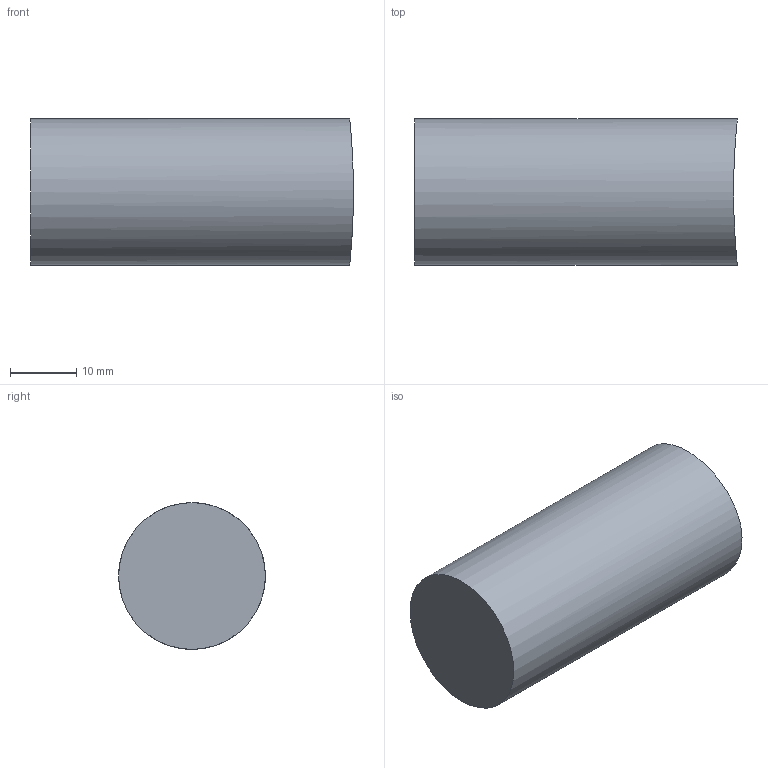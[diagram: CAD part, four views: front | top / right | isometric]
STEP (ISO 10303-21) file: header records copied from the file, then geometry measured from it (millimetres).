
FILE_DESCRIPTION(/* description */ ('STEP AP242','CAx-IF Rec.Pracs.---Representation and Presentation of Product Manufacturing Information (PMI)---4.0---2014-10-13','CAx-IF Rec.Pracs.---3D Tessellated Geometry---0.4---2014-09-14','2;1'),/* implementation_level */ '2;1');
FILE_NAME(/* name */ '61f6ab8174beb127bede00d2',/* time_stamp */ '2022-01-30T15:15:14+00:00',/* author */ (''),/* organization */ (''),/* preprocessor_version */ 'ST-DEVELOPER v18.101',/* originating_system */ ' ',/* authorisation */ ' ');
FILE_SCHEMA (('AP242_MANAGED_MODEL_BASED_3D_ENGINEERING_MIM_LF { 1 0 10303 442 1 1 4 }'));
Length unit declared in the file: metre
Products named in the file (1): dt_d4_shell
Bounding box: 48.88 x 22.23 x 22.23 mm (x, y, z)
Volume: 4201.8 mm3; surface area: 7681.6 mm2
Topology: 1 solids, 2 shells, 6 faces, 7 edges, 5 vertices
Faces by surface type: cylinder 3, plane 3
Full cylindrical faces by diameter (mm): 20.447 x1, 22.225 x1
Entity records: 139 total; most frequent: CARTESIAN_POINT 33, DIRECTION 20, AXIS2_PLACEMENT_3D 10, ORIENTED_EDGE 8, EDGE_LOOP 8, FACE_BOUND 8, ADVANCED_FACE 6, EDGE_CURVE 4
